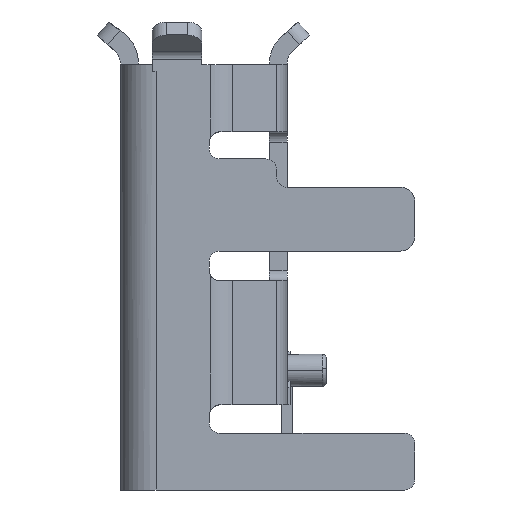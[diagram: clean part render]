
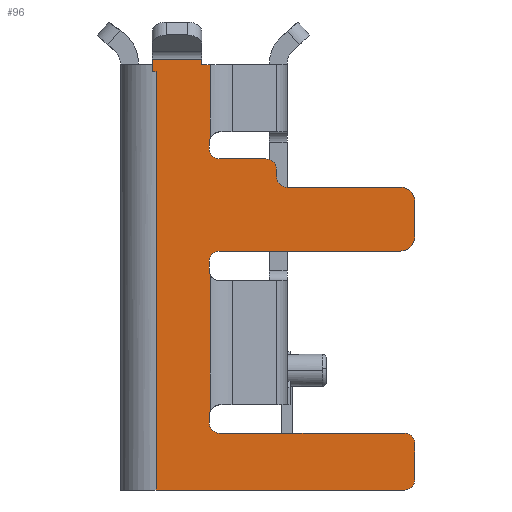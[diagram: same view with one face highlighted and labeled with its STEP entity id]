
A CAD part, left-side view. The second image highlights one B-rep face of the part: STEP entity #96.
In plain terms, the highlighted planar face has unit normal (-1, 0, 0).
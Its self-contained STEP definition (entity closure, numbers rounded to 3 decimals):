
#96=ADVANCED_FACE('',(#479),#480,.T.);
#479=FACE_OUTER_BOUND('',#1137,.T.);
#480=PLANE('',#1138);
#1137=EDGE_LOOP('',(#2444,#2445,#2446,#2447,#2448,#2449,#2450,#2451,#2452,#2453,#2454,#2455,#2456,#2457,#2458,#2459,#2460,#2461,#2462,#2463,#2464,#2465,#2466,#2467,#2468,#2469,#2470,#2471,#2472,#2473,#2474));
#1138=AXIS2_PLACEMENT_3D('',#2475,#2476,#2477);
#2444=ORIENTED_EDGE('',*,*,#5076,.T.);
#2445=ORIENTED_EDGE('',*,*,#5077,.T.);
#2446=ORIENTED_EDGE('',*,*,#5078,.T.);
#2447=ORIENTED_EDGE('',*,*,#5079,.T.);
#2448=ORIENTED_EDGE('',*,*,#5080,.T.);
#2449=ORIENTED_EDGE('',*,*,#5081,.T.);
#2450=ORIENTED_EDGE('',*,*,#5082,.T.);
#2451=ORIENTED_EDGE('',*,*,#5083,.T.);
#2452=ORIENTED_EDGE('',*,*,#5084,.T.);
#2453=ORIENTED_EDGE('',*,*,#5085,.T.);
#2454=ORIENTED_EDGE('',*,*,#5086,.T.);
#2455=ORIENTED_EDGE('',*,*,#5087,.T.);
#2456=ORIENTED_EDGE('',*,*,#5088,.T.);
#2457=ORIENTED_EDGE('',*,*,#5089,.T.);
#2458=ORIENTED_EDGE('',*,*,#5090,.T.);
#2459=ORIENTED_EDGE('',*,*,#5075,.T.);
#2460=ORIENTED_EDGE('',*,*,#5091,.T.);
#2461=ORIENTED_EDGE('',*,*,#5092,.T.);
#2462=ORIENTED_EDGE('',*,*,#5093,.T.);
#2463=ORIENTED_EDGE('',*,*,#5094,.T.);
#2464=ORIENTED_EDGE('',*,*,#5095,.F.);
#2465=ORIENTED_EDGE('',*,*,#4698,.F.);
#2466=ORIENTED_EDGE('',*,*,#4745,.F.);
#2467=ORIENTED_EDGE('',*,*,#5096,.T.);
#2468=ORIENTED_EDGE('',*,*,#4774,.T.);
#2469=ORIENTED_EDGE('',*,*,#5097,.F.);
#2470=ORIENTED_EDGE('',*,*,#5098,.T.);
#2471=ORIENTED_EDGE('',*,*,#4855,.F.);
#2472=ORIENTED_EDGE('',*,*,#5099,.T.);
#2473=ORIENTED_EDGE('',*,*,#5100,.F.);
#2474=ORIENTED_EDGE('',*,*,#5101,.T.);
#2475=CARTESIAN_POINT('',(-3.7,1.85,0.0));
#2476=DIRECTION('',(-1.0,0.0,0.0));
#2477=DIRECTION('',(0.0,0.0,1.0));
#4698=EDGE_CURVE('',#5689,#5690,#5691,.T.);
#4745=EDGE_CURVE('',#5781,#5689,#5783,.T.);
#4774=EDGE_CURVE('',#5832,#5830,#5833,.T.);
#4855=EDGE_CURVE('',#5979,#5981,#5982,.T.);
#5075=EDGE_CURVE('',#6390,#6392,#6394,.T.);
#5076=EDGE_CURVE('',#6395,#6396,#6397,.T.);
#5077=EDGE_CURVE('',#6396,#6398,#6399,.T.);
#5078=EDGE_CURVE('',#6398,#6400,#6401,.T.);
#5079=EDGE_CURVE('',#6400,#6402,#6403,.T.);
#5080=EDGE_CURVE('',#6402,#6404,#6405,.T.);
#5081=EDGE_CURVE('',#6404,#6406,#6407,.T.);
#5082=EDGE_CURVE('',#6406,#6408,#6409,.T.);
#5083=EDGE_CURVE('',#6408,#6410,#6411,.T.);
#5084=EDGE_CURVE('',#6410,#6412,#6413,.T.);
#5085=EDGE_CURVE('',#6412,#6414,#6415,.T.);
#5086=EDGE_CURVE('',#6414,#6416,#6417,.T.);
#5087=EDGE_CURVE('',#6416,#6418,#6419,.T.);
#5088=EDGE_CURVE('',#6418,#6420,#6421,.T.);
#5089=EDGE_CURVE('',#6420,#6422,#6423,.T.);
#5090=EDGE_CURVE('',#6422,#6390,#6424,.T.);
#5091=EDGE_CURVE('',#6392,#6425,#6426,.T.);
#5092=EDGE_CURVE('',#6425,#6427,#6428,.T.);
#5093=EDGE_CURVE('',#6427,#6429,#6430,.T.);
#5094=EDGE_CURVE('',#6429,#6431,#6432,.T.);
#5095=EDGE_CURVE('',#5690,#6431,#6433,.T.);
#5096=EDGE_CURVE('',#5781,#5832,#6434,.T.);
#5097=EDGE_CURVE('',#6435,#5830,#6436,.T.);
#5098=EDGE_CURVE('',#6435,#5981,#6437,.T.);
#5099=EDGE_CURVE('',#5979,#6438,#6439,.T.);
#5100=EDGE_CURVE('',#6440,#6438,#6441,.T.);
#5101=EDGE_CURVE('',#6440,#6395,#6442,.T.);
#5689=VERTEX_POINT('',#7297);
#5690=VERTEX_POINT('',#7298);
#5691=LINE('',#7299,#7300);
#5781=VERTEX_POINT('',#7421);
#5783=LINE('',#7423,#7424);
#5830=VERTEX_POINT('',#7514);
#5832=VERTEX_POINT('',#7517);
#5833=LINE('',#7518,#7519);
#5979=VERTEX_POINT('',#7716);
#5981=VERTEX_POINT('',#7719);
#5982=LINE('',#7720,#7721);
#6390=VERTEX_POINT('',#8304);
#6392=VERTEX_POINT('',#8307);
#6394=CIRCLE('',#8310,0.15);
#6395=VERTEX_POINT('',#8311);
#6396=VERTEX_POINT('',#8312);
#6397=LINE('',#8313,#8314);
#6398=VERTEX_POINT('',#8315);
#6399=CIRCLE('',#8316,0.15);
#6400=VERTEX_POINT('',#8317);
#6401=LINE('',#8318,#8319);
#6402=VERTEX_POINT('',#8320);
#6403=CIRCLE('',#8321,0.15);
#6404=VERTEX_POINT('',#8322);
#6405=LINE('',#8323,#8324);
#6406=VERTEX_POINT('',#8325);
#6407=CIRCLE('',#8326,0.15);
#6408=VERTEX_POINT('',#8327);
#6409=LINE('',#8328,#8329);
#6410=VERTEX_POINT('',#8330);
#6411=CIRCLE('',#8331,0.15);
#6412=VERTEX_POINT('',#8332);
#6413=LINE('',#8333,#8334);
#6414=VERTEX_POINT('',#8335);
#6415=CIRCLE('',#8336,0.2);
#6416=VERTEX_POINT('',#8337);
#6417=LINE('',#8338,#8339);
#6418=VERTEX_POINT('',#8340);
#6419=CIRCLE('',#8341,0.2);
#6420=VERTEX_POINT('',#8342);
#6421=LINE('',#8343,#8344);
#6422=VERTEX_POINT('',#8345);
#6423=CIRCLE('',#8346,0.15);
#6424=LINE('',#8347,#8348);
#6425=VERTEX_POINT('',#8349);
#6426=LINE('',#8350,#8351);
#6427=VERTEX_POINT('',#8352);
#6428=CIRCLE('',#8353,0.15);
#6429=VERTEX_POINT('',#8354);
#6430=LINE('',#8355,#8356);
#6431=VERTEX_POINT('',#8357);
#6432=CIRCLE('',#8358,0.15);
#6433=LINE('',#8359,#8360);
#6434=LINE('',#8361,#8362);
#6435=VERTEX_POINT('',#8363);
#6436=LINE('',#8364,#8365);
#6437=LINE('',#8366,#8367);
#6438=VERTEX_POINT('',#8368);
#6439=CIRCLE('',#8369,0.15);
#6440=VERTEX_POINT('',#8370);
#6441=LINE('',#8371,#8372);
#6442=CIRCLE('',#8373,0.15);
#7297=CARTESIAN_POINT('',(-3.7,1.205,0.0));
#7298=CARTESIAN_POINT('',(-3.7,1.087,0.0));
#7299=CARTESIAN_POINT('',(-3.7,1.205,0.0));
#7300=VECTOR('',#9714,0.119);
#7421=CARTESIAN_POINT('',(-3.7,1.205,0.071));
#7423=CARTESIAN_POINT('',(-3.7,1.205,0.071));
#7424=VECTOR('',#9791,0.071);
#7514=CARTESIAN_POINT('',(-3.7,1.905,-0.099));
#7517=CARTESIAN_POINT('',(-3.7,1.905,0.071));
#7518=CARTESIAN_POINT('',(-3.7,1.905,0.071));
#7519=VECTOR('',#9824,0.169);
#7716=CARTESIAN_POINT('',(-3.7,-1.65,-6.0));
#7719=CARTESIAN_POINT('',(-3.7,1.85,-6.0));
#7720=CARTESIAN_POINT('',(-3.7,-1.65,-6.0));
#7721=VECTOR('',#9961,3.5);
#8304=CARTESIAN_POINT('',(-3.7,0.15,-1.48));
#8307=CARTESIAN_POINT('',(-3.7,0.3,-1.33));
#8310=AXIS2_PLACEMENT_3D('',#10301,#10302,#10303);
#8311=CARTESIAN_POINT('',(-3.7,-1.65,-5.2));
#8312=CARTESIAN_POINT('',(-3.7,0.95,-5.2));
#8313=CARTESIAN_POINT('',(-3.7,-1.65,-5.2));
#8314=VECTOR('',#10304,2.6);
#8315=CARTESIAN_POINT('',(-3.7,1.1,-5.05));
#8316=AXIS2_PLACEMENT_3D('',#10305,#10306,#10307);
#8317=CARTESIAN_POINT('',(-3.7,1.1,-4.95));
#8318=CARTESIAN_POINT('',(-3.7,1.1,-5.05));
#8319=VECTOR('',#10308,0.1);
#8320=CARTESIAN_POINT('',(-3.7,1.087,-4.888));
#8321=AXIS2_PLACEMENT_3D('',#10309,#10310,#10311);
#8322=CARTESIAN_POINT('',(-3.7,1.087,-2.962));
#8323=CARTESIAN_POINT('',(-3.7,1.087,-4.888));
#8324=VECTOR('',#10312,1.927);
#8325=CARTESIAN_POINT('',(-3.7,1.1,-2.9));
#8326=AXIS2_PLACEMENT_3D('',#10313,#10314,#10315);
#8327=CARTESIAN_POINT('',(-3.7,1.1,-2.78));
#8328=CARTESIAN_POINT('',(-3.7,1.1,-2.9));
#8329=VECTOR('',#10316,0.12);
#8330=CARTESIAN_POINT('',(-3.7,0.95,-2.63));
#8331=AXIS2_PLACEMENT_3D('',#10317,#10318,#10319);
#8332=CARTESIAN_POINT('',(-3.7,-1.6,-2.63));
#8333=CARTESIAN_POINT('',(-3.7,0.95,-2.63));
#8334=VECTOR('',#10320,2.55);
#8335=CARTESIAN_POINT('',(-3.7,-1.8,-2.43));
#8336=AXIS2_PLACEMENT_3D('',#10321,#10322,#10323);
#8337=CARTESIAN_POINT('',(-3.7,-1.8,-1.93));
#8338=CARTESIAN_POINT('',(-3.7,-1.8,-2.43));
#8339=VECTOR('',#10324,0.5);
#8340=CARTESIAN_POINT('',(-3.7,-1.6,-1.73));
#8341=AXIS2_PLACEMENT_3D('',#10325,#10326,#10327);
#8342=CARTESIAN_POINT('',(-3.7,0.0,-1.73));
#8343=CARTESIAN_POINT('',(-3.7,-1.6,-1.73));
#8344=VECTOR('',#10328,1.6);
#8345=CARTESIAN_POINT('',(-3.7,0.15,-1.58));
#8346=AXIS2_PLACEMENT_3D('',#10329,#10330,#10331);
#8347=CARTESIAN_POINT('',(-3.7,0.15,-1.58));
#8348=VECTOR('',#10332,0.1);
#8349=CARTESIAN_POINT('',(-3.7,0.95,-1.33));
#8350=CARTESIAN_POINT('',(-3.7,0.3,-1.33));
#8351=VECTOR('',#10333,0.65);
#8352=CARTESIAN_POINT('',(-3.7,1.1,-1.18));
#8353=AXIS2_PLACEMENT_3D('',#10334,#10335,#10336);
#8354=CARTESIAN_POINT('',(-3.7,1.1,-1.1));
#8355=CARTESIAN_POINT('',(-3.7,1.1,-1.18));
#8356=VECTOR('',#10337,0.08);
#8357=CARTESIAN_POINT('',(-3.7,1.087,-1.038));
#8358=AXIS2_PLACEMENT_3D('',#10338,#10339,#10340);
#8359=CARTESIAN_POINT('',(-3.7,1.087,0.0));
#8360=VECTOR('',#10341,1.038);
#8361=CARTESIAN_POINT('',(-3.7,1.205,0.071));
#8362=VECTOR('',#10342,0.7);
#8363=CARTESIAN_POINT('',(-3.7,1.85,-0.099));
#8364=CARTESIAN_POINT('',(-3.7,1.85,-0.099));
#8365=VECTOR('',#10343,0.055);
#8366=CARTESIAN_POINT('',(-3.7,1.85,-0.099));
#8367=VECTOR('',#10344,5.901);
#8368=CARTESIAN_POINT('',(-3.7,-1.8,-5.85));
#8369=AXIS2_PLACEMENT_3D('',#10345,#10346,#10347);
#8370=CARTESIAN_POINT('',(-3.7,-1.8,-5.35));
#8371=CARTESIAN_POINT('',(-3.7,-1.8,-5.35));
#8372=VECTOR('',#10348,0.5);
#8373=AXIS2_PLACEMENT_3D('',#10349,#10350,#10351);
#9714=DIRECTION('',(0.0,-1.0,0.0));
#9791=DIRECTION('',(0.0,0.0,-1.0));
#9824=DIRECTION('',(0.0,0.0,-1.0));
#9961=DIRECTION('',(0.0,1.0,0.0));
#10301=CARTESIAN_POINT('',(-3.7,0.3,-1.48));
#10302=DIRECTION('',(-1.0,0.0,0.0));
#10303=DIRECTION('',(0.0,-1.0,0.0));
#10304=DIRECTION('',(0.0,1.0,0.0));
#10305=CARTESIAN_POINT('',(-3.7,0.95,-5.05));
#10306=DIRECTION('',(1.0,0.0,0.0));
#10307=DIRECTION('',(0.0,0.0,-1.0));
#10308=DIRECTION('',(0.0,0.0,1.0));
#10309=CARTESIAN_POINT('',(-3.7,0.95,-4.95));
#10310=DIRECTION('',(1.0,0.0,0.0));
#10311=DIRECTION('',(0.0,1.0,0.0));
#10312=DIRECTION('',(0.0,0.0,1.0));
#10313=CARTESIAN_POINT('',(-3.7,0.95,-2.9));
#10314=DIRECTION('',(1.0,0.0,0.0));
#10315=DIRECTION('',(0.0,0.911,-0.412));
#10316=DIRECTION('',(0.0,0.0,1.0));
#10317=CARTESIAN_POINT('',(-3.7,0.95,-2.78));
#10318=DIRECTION('',(1.0,0.0,0.0));
#10319=DIRECTION('',(0.0,1.0,0.0));
#10320=DIRECTION('',(0.0,-1.0,0.0));
#10321=CARTESIAN_POINT('',(-3.7,-1.6,-2.43));
#10322=DIRECTION('',(-1.0,0.0,0.0));
#10323=DIRECTION('',(0.0,0.0,-1.0));
#10324=DIRECTION('',(0.0,0.0,1.0));
#10325=CARTESIAN_POINT('',(-3.7,-1.6,-1.93));
#10326=DIRECTION('',(-1.0,0.0,0.0));
#10327=DIRECTION('',(0.0,-1.0,0.0));
#10328=DIRECTION('',(0.0,1.0,0.0));
#10329=CARTESIAN_POINT('',(-3.7,0.0,-1.58));
#10330=DIRECTION('',(1.0,0.0,0.0));
#10331=DIRECTION('',(0.0,0.0,-1.0));
#10332=DIRECTION('',(0.0,0.0,1.0));
#10333=DIRECTION('',(0.0,1.0,0.0));
#10334=CARTESIAN_POINT('',(-3.7,0.95,-1.18));
#10335=DIRECTION('',(1.0,0.0,0.0));
#10336=DIRECTION('',(0.0,0.0,-1.0));
#10337=DIRECTION('',(0.0,0.0,1.0));
#10338=CARTESIAN_POINT('',(-3.7,0.95,-1.1));
#10339=DIRECTION('',(1.0,0.0,0.0));
#10340=DIRECTION('',(0.0,1.0,0.0));
#10341=DIRECTION('',(0.0,0.0,-1.0));
#10342=DIRECTION('',(0.0,1.0,0.0));
#10343=DIRECTION('',(0.0,1.0,0.0));
#10344=DIRECTION('',(0.0,0.0,-1.0));
#10345=CARTESIAN_POINT('',(-3.7,-1.65,-5.85));
#10346=DIRECTION('',(-1.0,0.0,0.0));
#10347=DIRECTION('',(0.0,0.0,-1.0));
#10348=DIRECTION('',(0.0,0.0,-1.0));
#10349=CARTESIAN_POINT('',(-3.7,-1.65,-5.35));
#10350=DIRECTION('',(-1.0,0.0,0.0));
#10351=DIRECTION('',(0.0,-1.0,0.0));
